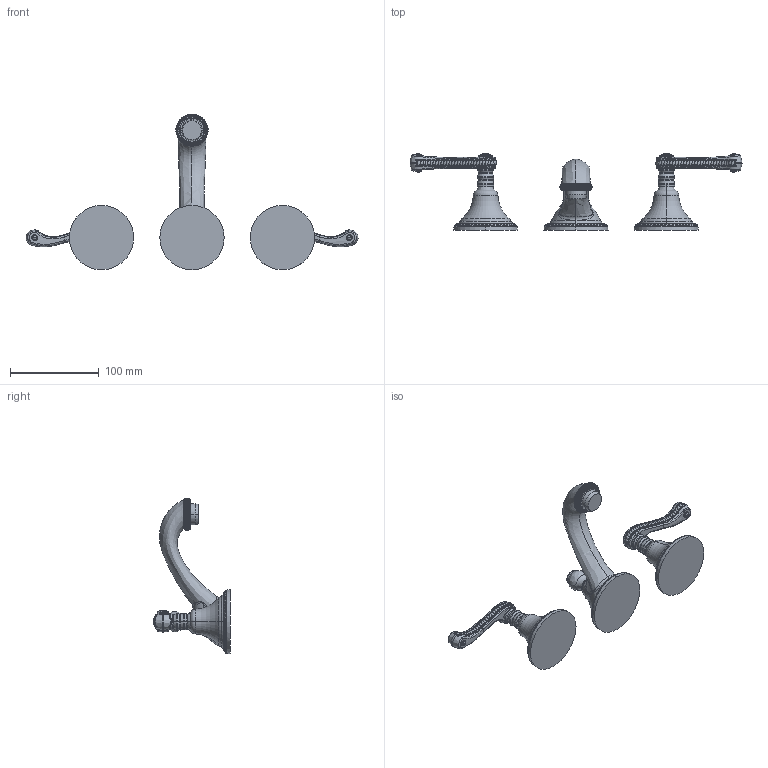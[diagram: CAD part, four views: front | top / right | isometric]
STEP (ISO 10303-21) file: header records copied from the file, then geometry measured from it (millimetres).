
FILE_DESCRIPTION((''),'2;1');
FILE_NAME('980','2020-11-26T10:37:52',('jinson.thomas'),(''),'CREO PARAMETRIC BY PTC INC, 2018400','CREO PARAMETRIC BY PTC INC, 2018400','');
FILE_SCHEMA(('CONFIG_CONTROL_DESIGN'));
Products named in the file (1): 980
Bounding box: 373.06 x 86.36 x 174.83 mm (x, y, z)
Volume: 349859.9 mm3; surface area: 66106.5 mm2
Topology: 3 solids, 3 shells, 1999 faces, 5466 edges, 3642 vertices
Faces by surface type: cylinder 754, plane 343, bspline 336, torus 321, sphere 134, cone 105, extrusion 6
Entity records: 111184 total; most frequent: CARTESIAN_POINT 68081, ORIENTED_EDGE 10912, DIRECTION 6013, EDGE_CURVE 5456, VERTEX_POINT 3642, B_SPLINE_CURVE_WITH_KNOTS 3602, AXIS2_PLACEMENT_3D 2490, EDGE_LOOP 2178
